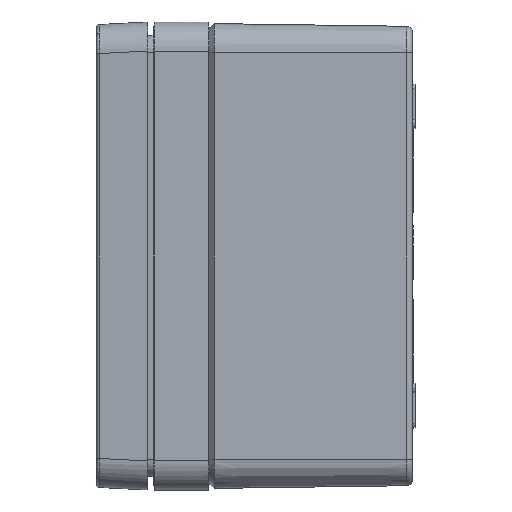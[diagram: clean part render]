
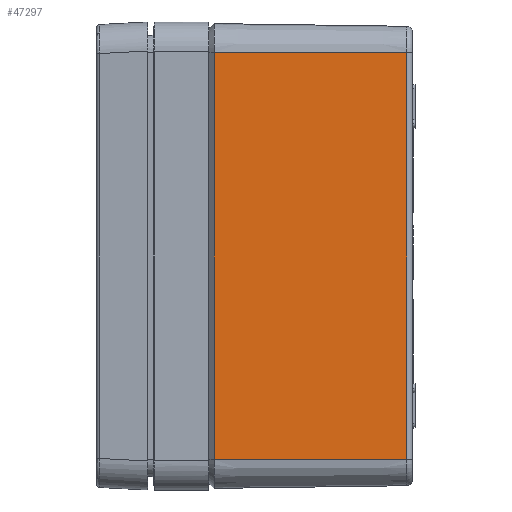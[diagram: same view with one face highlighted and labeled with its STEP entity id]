
A CAD part, left-side view. The second image highlights one B-rep face of the part: STEP entity #47297.
In plain terms, the highlighted planar face has unit normal (-1, -0.014, 0).
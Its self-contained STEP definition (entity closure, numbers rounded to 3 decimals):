
#477 = DIRECTION ( 'NONE',  ( -1., -0.014, 0. ) ) ;
#554 = CARTESIAN_POINT ( 'NONE',  ( -130., 2., 70. ) ) ;
#2408 = FACE_OUTER_BOUND ( 'NONE', #34958, .T. ) ;
#2435 = LINE ( 'NONE', #554, #12955 ) ;
#2891 = EDGE_CURVE ( 'NONE', #15953, #55186, #2435, .T. ) ;
#4949 = VERTEX_POINT ( 'NONE', #17051 ) ;
#5154 = CARTESIAN_POINT ( 'NONE',  ( -129.028, -68.028, 70. ) ) ;
#5952 = LINE ( 'NONE', #5154, #53947 ) ;
#6128 = DIRECTION ( 'NONE',  ( 0., 0., 1. ) ) ;
#8482 = ORIENTED_EDGE ( 'NONE', *, *, #2891, .T. ) ;
#10744 = CARTESIAN_POINT ( 'NONE',  ( -129.947, -1.8, -70. ) ) ;
#12358 = ORIENTED_EDGE ( 'NONE', *, *, #26882, .T. ) ;
#12955 = VECTOR ( 'NONE', #18478, 1000. ) ;
#13241 = LINE ( 'NONE', #50991, #35853 ) ;
#15953 = VERTEX_POINT ( 'NONE', #28533 ) ;
#17051 = CARTESIAN_POINT ( 'NONE',  ( -129.028, -68.028, -70. ) ) ;
#18478 = DIRECTION ( 'NONE',  ( -0.014, 1., 0. ) ) ;
#19422 = DIRECTION ( 'NONE',  ( 0., 0., -1. ) ) ;
#22219 = VERTEX_POINT ( 'NONE', #10744 ) ;
#22806 = ORIENTED_EDGE ( 'NONE', *, *, #50188, .F. ) ;
#22958 = PLANE ( 'NONE',  #42312 ) ;
#23219 = CARTESIAN_POINT ( 'NONE',  ( -130., 2., -70. ) ) ;
#26882 = EDGE_CURVE ( 'NONE', #4949, #15953, #5952, .T. ) ;
#28533 = CARTESIAN_POINT ( 'NONE',  ( -129.028, -68.028, 70. ) ) ;
#31776 = VECTOR ( 'NONE', #45865, 1000. ) ;
#32025 = DIRECTION ( 'NONE',  ( 0.014, -1., 0. ) ) ;
#34958 = EDGE_LOOP ( 'NONE', ( #8482, #47252, #22806, #12358 ) ) ;
#35853 = VECTOR ( 'NONE', #19422, 1000. ) ;
#38042 = CARTESIAN_POINT ( 'NONE',  ( -129.947, -1.8, 70. ) ) ;
#41095 = EDGE_CURVE ( 'NONE', #55186, #22219, #13241, .T. ) ;
#42312 = AXIS2_PLACEMENT_3D ( 'NONE', #54515, #477, #32025 ) ;
#43764 = LINE ( 'NONE', #23219, #31776 ) ;
#45865 = DIRECTION ( 'NONE',  ( -0.014, 1., 0. ) ) ;
#47252 = ORIENTED_EDGE ( 'NONE', *, *, #41095, .T. ) ;
#47297 = ADVANCED_FACE ( 'NONE', ( #2408 ), #22958, .T. ) ;
#50188 = EDGE_CURVE ( 'NONE', #4949, #22219, #43764, .T. ) ;
#50991 = CARTESIAN_POINT ( 'NONE',  ( -129.947, -1.8, -70. ) ) ;
#53947 = VECTOR ( 'NONE', #6128, 1000. ) ;
#54515 = CARTESIAN_POINT ( 'NONE',  ( -130., 2., -70. ) ) ;
#55186 = VERTEX_POINT ( 'NONE', #38042 ) ;
